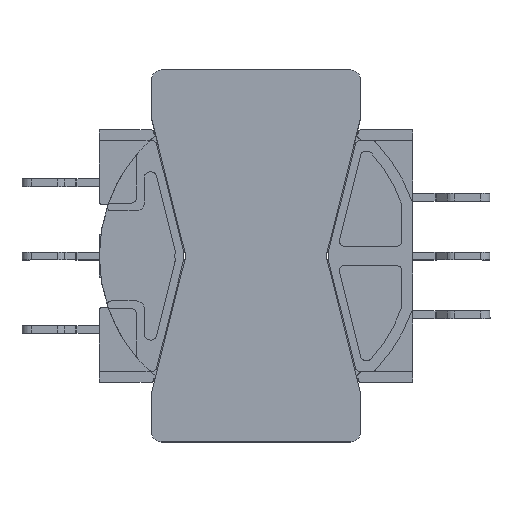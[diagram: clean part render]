
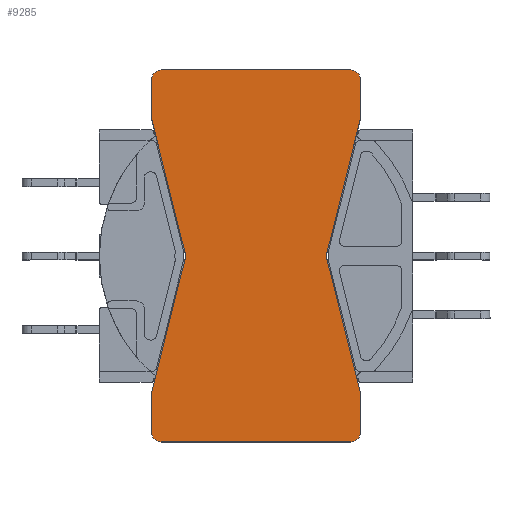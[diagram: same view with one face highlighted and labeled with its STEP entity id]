
A CAD part, top view. The second image highlights one B-rep face of the part: STEP entity #9285.
In plain terms, the highlighted planar face has unit normal (0, 0, 1).
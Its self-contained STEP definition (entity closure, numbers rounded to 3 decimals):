
#487=CIRCLE('',#9938,1.);
#489=CIRCLE('',#9941,1.);
#491=CIRCLE('',#9944,1.);
#493=CIRCLE('',#9948,1.);
#508=CIRCLE('',#9984,0.5);
#510=CIRCLE('',#9987,0.5);
#2543=ORIENTED_EDGE('',*,*,#3559,.F.);
#2544=ORIENTED_EDGE('',*,*,#3550,.F.);
#2545=ORIENTED_EDGE('',*,*,#3562,.F.);
#2546=ORIENTED_EDGE('',*,*,#3544,.F.);
#2547=ORIENTED_EDGE('',*,*,#3564,.F.);
#2548=ORIENTED_EDGE('',*,*,#3585,.F.);
#2549=ORIENTED_EDGE('',*,*,#3612,.T.);
#2550=ORIENTED_EDGE('',*,*,#3604,.F.);
#2551=ORIENTED_EDGE('',*,*,#3602,.F.);
#2552=ORIENTED_EDGE('',*,*,#3540,.F.);
#2553=ORIENTED_EDGE('',*,*,#3557,.F.);
#2554=ORIENTED_EDGE('',*,*,#3536,.F.);
#2555=ORIENTED_EDGE('',*,*,#3567,.F.);
#2556=ORIENTED_EDGE('',*,*,#3577,.T.);
#2557=ORIENTED_EDGE('',*,*,#3610,.T.);
#2558=ORIENTED_EDGE('',*,*,#3578,.T.);
#3536=EDGE_CURVE('',#4257,#4258,#487,.T.);
#3540=EDGE_CURVE('',#4261,#4262,#489,.T.);
#3544=EDGE_CURVE('',#4265,#4266,#491,.T.);
#3550=EDGE_CURVE('',#4269,#4270,#493,.T.);
#3557=EDGE_CURVE('',#4258,#4261,#4959,.T.);
#3559=EDGE_CURVE('',#4270,#4276,#4961,.T.);
#3562=EDGE_CURVE('',#4266,#4269,#4964,.T.);
#3564=EDGE_CURVE('',#4278,#4265,#4966,.T.);
#3567=EDGE_CURVE('',#4280,#4257,#4969,.T.);
#3577=EDGE_CURVE('',#4280,#4283,#4979,.T.);
#3578=EDGE_CURVE('',#4284,#4276,#4980,.T.);
#3585=EDGE_CURVE('',#4287,#4278,#4987,.T.);
#3602=EDGE_CURVE('',#4262,#4298,#4994,.T.);
#3604=EDGE_CURVE('',#4298,#4299,#4996,.T.);
#3610=EDGE_CURVE('',#4283,#4284,#508,.T.);
#3612=EDGE_CURVE('',#4287,#4299,#510,.T.);
#4257=VERTEX_POINT('',#14017);
#4258=VERTEX_POINT('',#14019);
#4261=VERTEX_POINT('',#14026);
#4262=VERTEX_POINT('',#14028);
#4265=VERTEX_POINT('',#14035);
#4266=VERTEX_POINT('',#14037);
#4269=VERTEX_POINT('',#14047);
#4270=VERTEX_POINT('',#14049);
#4276=VERTEX_POINT('',#14067);
#4278=VERTEX_POINT('',#14075);
#4280=VERTEX_POINT('',#14081);
#4283=VERTEX_POINT('',#14096);
#4284=VERTEX_POINT('',#14100);
#4287=VERTEX_POINT('',#14110);
#4298=VERTEX_POINT('',#14146);
#4299=VERTEX_POINT('',#14150);
#4959=LINE('',#14062,#5658);
#4961=LINE('',#14066,#5660);
#4964=LINE('',#14071,#5663);
#4966=LINE('',#14076,#5665);
#4969=LINE('',#14082,#5668);
#4979=LINE('',#14097,#5678);
#4980=LINE('',#14099,#5679);
#4987=LINE('',#14111,#5686);
#4994=LINE('',#14145,#5693);
#4996=LINE('',#14149,#5695);
#5658=VECTOR('',#11966,1000.);
#5660=VECTOR('',#11970,1000.);
#5663=VECTOR('',#11975,1000.);
#5665=VECTOR('',#11979,1000.);
#5668=VECTOR('',#11984,1000.);
#5678=VECTOR('',#11998,1000.);
#5679=VECTOR('',#12001,1000.);
#5686=VECTOR('',#12010,1000.);
#5693=VECTOR('',#12051,1000.);
#5695=VECTOR('',#12055,1000.);
#6071=EDGE_LOOP('',(#2543,#2544,#2545,#2546,#2547,#2548,#2549,#2550,#2551,
#2552,#2553,#2554,#2555,#2556,#2557,#2558));
#6446=FACE_BOUND('',#6071,.T.);
#6654=PLANE('',#9989);
#9285=ADVANCED_FACE('',(#6446),#6654,.F.);
#9938=AXIS2_PLACEMENT_3D('',#14018,#11924,#11925);
#9941=AXIS2_PLACEMENT_3D('',#14027,#11932,#11933);
#9944=AXIS2_PLACEMENT_3D('',#14036,#11940,#11941);
#9948=AXIS2_PLACEMENT_3D('',#14048,#11952,#11953);
#9984=AXIS2_PLACEMENT_3D('',#14160,#12069,#12070);
#9987=AXIS2_PLACEMENT_3D('',#14163,#12075,#12076);
#9989=AXIS2_PLACEMENT_3D('',#14165,#12079,#12080);
#11924=DIRECTION('',(0.,0.,-1.));
#11925=DIRECTION('',(-1.,0.,0.));
#11932=DIRECTION('',(0.,0.,-1.));
#11933=DIRECTION('',(-1.,0.,0.));
#11940=DIRECTION('',(0.,0.,-1.));
#11941=DIRECTION('',(-1.,0.,0.));
#11952=DIRECTION('',(0.,0.,-1.));
#11953=DIRECTION('',(-1.,0.,0.));
#11966=DIRECTION('',(0.,1.,0.));
#11970=DIRECTION('',(-1.,0.,0.));
#11975=DIRECTION('',(0.,-1.,0.));
#11979=DIRECTION('',(1.,0.,0.));
#11984=DIRECTION('',(-1.,0.,0.));
#11998=DIRECTION('',(0.97,0.242,0.));
#12001=DIRECTION('',(0.97,-0.242,0.));
#12010=DIRECTION('',(0.97,0.242,0.));
#12051=DIRECTION('',(1.,0.,0.));
#12055=DIRECTION('',(0.97,-0.242,0.));
#12069=DIRECTION('',(0.,0.,-1.));
#12070=DIRECTION('',(-1.,0.,0.));
#12075=DIRECTION('',(0.,0.,-1.));
#12076=DIRECTION('',(-1.,0.,0.));
#12079=DIRECTION('',(0.,0.,-1.));
#12080=DIRECTION('',(-1.,0.,0.));
#14017=CARTESIAN_POINT('',(-18.,-10.66,6.25));
#14018=CARTESIAN_POINT('',(-18.,-9.66,6.25));
#14019=CARTESIAN_POINT('',(-19.,-9.66,6.25));
#14026=CARTESIAN_POINT('',(-19.,9.66,6.25));
#14027=CARTESIAN_POINT('',(-18.,9.66,6.25));
#14028=CARTESIAN_POINT('',(-18.,10.66,6.25));
#14035=CARTESIAN_POINT('',(18.,10.66,6.25));
#14036=CARTESIAN_POINT('',(18.,9.66,6.25));
#14037=CARTESIAN_POINT('',(19.,9.66,6.25));
#14047=CARTESIAN_POINT('',(19.,-9.66,6.25));
#14048=CARTESIAN_POINT('',(18.,-9.66,6.25));
#14049=CARTESIAN_POINT('',(18.,-10.66,6.25));
#14062=CARTESIAN_POINT('',(-19.,-10.66,6.25));
#14066=CARTESIAN_POINT('',(19.,-10.66,6.25));
#14067=CARTESIAN_POINT('',(14.,-10.66,6.25));
#14071=CARTESIAN_POINT('',(19.,10.66,6.25));
#14075=CARTESIAN_POINT('',(14.,10.66,6.25));
#14076=CARTESIAN_POINT('',(-19.,10.66,6.25));
#14081=CARTESIAN_POINT('',(-14.,-10.66,6.25));
#14082=CARTESIAN_POINT('',(19.,-10.66,6.25));
#14096=CARTESIAN_POINT('',(-0.121,-7.2,6.25));
#14097=CARTESIAN_POINT('',(17.069,-2.914,6.25));
#14099=CARTESIAN_POINT('',(18.707,-11.834,6.25));
#14100=CARTESIAN_POINT('',(0.121,-7.2,6.25));
#14110=CARTESIAN_POINT('',(0.121,7.2,6.25));
#14111=CARTESIAN_POINT('',(13.703,10.586,6.25));
#14145=CARTESIAN_POINT('',(-19.,10.66,6.25));
#14146=CARTESIAN_POINT('',(-14.,10.66,6.25));
#14149=CARTESIAN_POINT('',(22.073,1.666,6.25));
#14150=CARTESIAN_POINT('',(-0.121,7.2,6.25));
#14160=CARTESIAN_POINT('',(0.,-7.685,6.25));
#14163=CARTESIAN_POINT('',(0.,7.685,6.25));
#14165=CARTESIAN_POINT('',(19.,-10.66,6.25));
